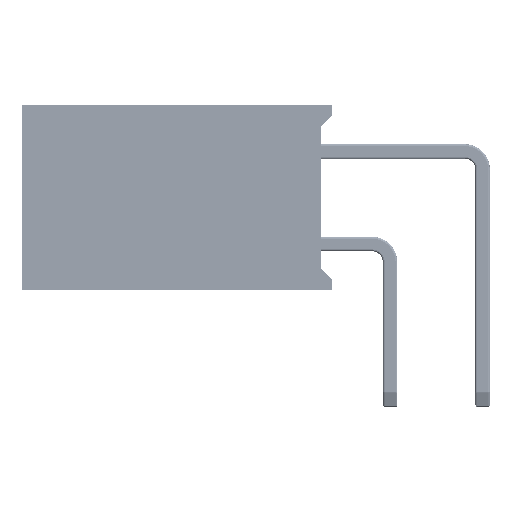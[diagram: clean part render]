
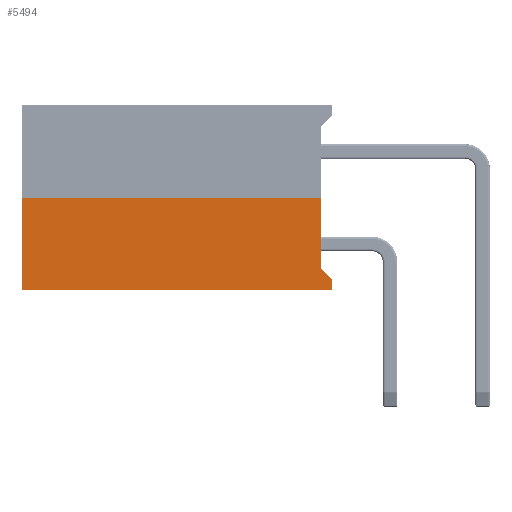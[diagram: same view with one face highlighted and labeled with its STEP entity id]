
A CAD part, left-side view. The second image highlights one B-rep face of the part: STEP entity #5494.
In plain terms, the highlighted planar face has unit normal (-1, 0, 0).
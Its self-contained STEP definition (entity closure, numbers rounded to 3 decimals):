
#459=PLANE('',#6073);
#710=FACE_OUTER_BOUND('',#1037,.T.);
#1037=EDGE_LOOP('',(#4215,#4216,#4217,#4218,#4219,#4220));
#1399=LINE('',#9199,#1783);
#1403=LINE('',#9206,#1787);
#1414=LINE('',#9230,#1798);
#1417=LINE('',#9236,#1801);
#1418=LINE('',#9238,#1802);
#1419=LINE('',#9239,#1803);
#1783=VECTOR('',#7364,10.);
#1787=VECTOR('',#7370,10.);
#1798=VECTOR('',#7393,10.);
#1801=VECTOR('',#7398,10.);
#1802=VECTOR('',#7399,10.);
#1803=VECTOR('',#7400,10.);
#2487=VERTEX_POINT('',#9196);
#2488=VERTEX_POINT('',#9198);
#2490=VERTEX_POINT('',#9204);
#2497=VERTEX_POINT('',#9229);
#2499=VERTEX_POINT('',#9235);
#2500=VERTEX_POINT('',#9237);
#3071=EDGE_CURVE('',#2487,#2488,#1399,.T.);
#3075=EDGE_CURVE('',#2487,#2490,#1403,.T.);
#3088=EDGE_CURVE('',#2497,#2488,#1414,.T.);
#3091=EDGE_CURVE('',#2490,#2499,#1417,.T.);
#3092=EDGE_CURVE('',#2500,#2499,#1418,.T.);
#3093=EDGE_CURVE('',#2497,#2500,#1419,.T.);
#4215=ORIENTED_EDGE('',*,*,#3075,.T.);
#4216=ORIENTED_EDGE('',*,*,#3091,.T.);
#4217=ORIENTED_EDGE('',*,*,#3092,.F.);
#4218=ORIENTED_EDGE('',*,*,#3093,.F.);
#4219=ORIENTED_EDGE('',*,*,#3088,.T.);
#4220=ORIENTED_EDGE('',*,*,#3071,.F.);
#5494=ADVANCED_FACE('',(#710),#459,.T.);
#6073=AXIS2_PLACEMENT_3D('',#9234,#7396,#7397);
#7364=DIRECTION('',(0.,-0.707,-0.707));
#7370=DIRECTION('',(0.,0.,1.));
#7393=DIRECTION('',(0.,0.,1.));
#7396=DIRECTION('center_axis',(-1.,0.,0.));
#7397=DIRECTION('ref_axis',(0.,0.,
1.));
#7398=DIRECTION('',(0.,1.,0.));
#7399=DIRECTION('',(0.,0.,1.));
#7400=DIRECTION('',(0.,1.,0.));
#9196=CARTESIAN_POINT('',(-1.27,1.9,0.6));
#9198=CARTESIAN_POINT('',(-1.27,1.6,0.3));
#9199=CARTESIAN_POINT('',(-1.27,1.6,0.3));
#9204=CARTESIAN_POINT('',(-1.27,1.9,2.54));
#9206=CARTESIAN_POINT('',(-1.27,1.9,0.635));
#9229=CARTESIAN_POINT('',(-1.27,1.6,0.));
#9230=CARTESIAN_POINT('',(-1.27,1.6,0.));
#9234=CARTESIAN_POINT('Origin',(-1.27,1.6,0.));
#9235=CARTESIAN_POINT('',(-1.27,10.1,2.54));
#9236=CARTESIAN_POINT('',(-1.27,1.6,2.54));
#9237=CARTESIAN_POINT('',(-1.27,10.1,0.));
#9238=CARTESIAN_POINT('',(-1.27,10.1,0.));
#9239=CARTESIAN_POINT('',(-1.27,1.6,0.));
